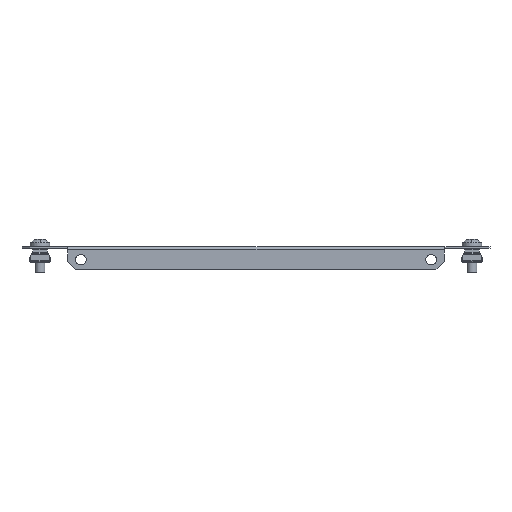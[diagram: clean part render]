
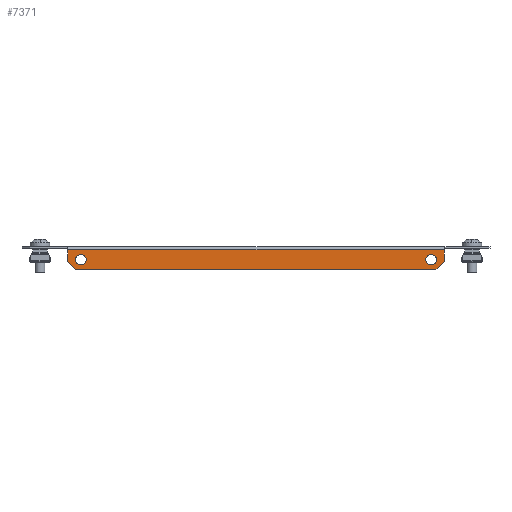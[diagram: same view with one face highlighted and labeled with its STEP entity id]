
A CAD part, front view. The second image highlights one B-rep face of the part: STEP entity #7371.
In plain terms, the highlighted planar face has unit normal (0, -1, 0).
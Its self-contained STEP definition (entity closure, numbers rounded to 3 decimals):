
#23 = EDGE_LOOP ( 'NONE', ( #549, #7345 ) ) ;
#67 = CARTESIAN_POINT ( 'NONE',  ( -107., -99.5, -8. ) ) ;
#77 = LINE ( 'NONE', #1343, #5428 ) ;
#106 = CARTESIAN_POINT ( 'NONE',  ( -115., -99.5, -9. ) ) ;
#166 = CARTESIAN_POINT ( 'NONE',  ( 107., -99.5, -11.25 ) ) ;
#471 = DIRECTION ( 'NONE',  ( 0.707, 0., 0.707 ) ) ;
#549 = ORIENTED_EDGE ( 'NONE', *, *, #6159, .F. ) ;
#572 = VERTEX_POINT ( 'NONE', #106 ) ;
#674 = DIRECTION ( 'NONE',  ( 0., 1., 0. ) ) ;
#959 = CIRCLE ( 'NONE', #4637, 3.25 ) ;
#1037 = FACE_BOUND ( 'NONE', #5731, .T. ) ;
#1211 = DIRECTION ( 'NONE',  ( 0., 0., 1. ) ) ;
#1236 = ORIENTED_EDGE ( 'NONE', *, *, #5875, .T. ) ;
#1334 = EDGE_CURVE ( 'NONE', #4103, #3716, #5050, .T. ) ;
#1343 = CARTESIAN_POINT ( 'NONE',  ( 0., -99.5, -2. ) ) ;
#1365 = VECTOR ( 'NONE', #3840, 1000. ) ;
#1579 = EDGE_CURVE ( 'NONE', #572, #6315, #3200, .T. ) ;
#1671 = EDGE_LOOP ( 'NONE', ( #1236, #4581, #3559, #3362, #4617, #6049 ) ) ;
#1733 = AXIS2_PLACEMENT_3D ( 'NONE', #6784, #4121, #4861 ) ;
#1807 = CARTESIAN_POINT ( 'NONE',  ( 107., -99.5, -8. ) ) ;
#2052 = DIRECTION ( 'NONE',  ( 0.707, 0., -0.707 ) ) ;
#2611 = DIRECTION ( 'NONE',  ( -1., 0., 0. ) ) ;
#2627 = EDGE_CURVE ( 'NONE', #4160, #572, #3246, .T. ) ;
#2806 = CIRCLE ( 'NONE', #5432, 3.25 ) ;
#2856 = LINE ( 'NONE', #7242, #8038 ) ;
#2935 = VECTOR ( 'NONE', #1211, 1000. ) ;
#2942 = PLANE ( 'NONE',  #5039 ) ;
#3041 = DIRECTION ( 'NONE',  ( 0., 0., 1. ) ) ;
#3091 = DIRECTION ( 'NONE',  ( 0., 0., -1. ) ) ;
#3105 = CARTESIAN_POINT ( 'NONE',  ( 0., -99.5, 0. ) ) ;
#3106 = DIRECTION ( 'NONE',  ( 0., 0., 1. ) ) ;
#3200 = LINE ( 'NONE', #5053, #6564 ) ;
#3246 = LINE ( 'NONE', #5715, #5912 ) ;
#3362 = ORIENTED_EDGE ( 'NONE', *, *, #5399, .T. ) ;
#3469 = AXIS2_PLACEMENT_3D ( 'NONE', #1807, #6205, #3041 ) ;
#3517 = VERTEX_POINT ( 'NONE', #7818 ) ;
#3559 = ORIENTED_EDGE ( 'NONE', *, *, #7380, .T. ) ;
#3638 = FACE_BOUND ( 'NONE', #23, .T. ) ;
#3716 = VERTEX_POINT ( 'NONE', #5438 ) ;
#3840 = DIRECTION ( 'NONE',  ( 1., 0., 0. ) ) ;
#3881 = CARTESIAN_POINT ( 'NONE',  ( 0., -99.5, -14. ) ) ;
#3942 = DIRECTION ( 'NONE',  ( 0., 0., 1. ) ) ;
#3990 = CARTESIAN_POINT ( 'NONE',  ( -107., -99.5, -8. ) ) ;
#4103 = VERTEX_POINT ( 'NONE', #166 ) ;
#4121 = DIRECTION ( 'NONE',  ( 0., -1., 0. ) ) ;
#4160 = VERTEX_POINT ( 'NONE', #6448 ) ;
#4273 = VERTEX_POINT ( 'NONE', #7458 ) ;
#4336 = LINE ( 'NONE', #4922, #2935 ) ;
#4371 = CARTESIAN_POINT ( 'NONE',  ( -107., -99.5, -11.25 ) ) ;
#4460 = EDGE_CURVE ( 'NONE', #5376, #4273, #2856, .T. ) ;
#4581 = ORIENTED_EDGE ( 'NONE', *, *, #4460, .T. ) ;
#4617 = ORIENTED_EDGE ( 'NONE', *, *, #2627, .T. ) ;
#4637 = AXIS2_PLACEMENT_3D ( 'NONE', #3990, #7175, #3942 ) ;
#4861 = DIRECTION ( 'NONE',  ( 0., 0., 1. ) ) ;
#4922 = CARTESIAN_POINT ( 'NONE',  ( 115., -99.5, 0. ) ) ;
#5039 = AXIS2_PLACEMENT_3D ( 'NONE', #3105, #6758, #8110 ) ;
#5050 = CIRCLE ( 'NONE', #3469, 3.25 ) ;
#5053 = CARTESIAN_POINT ( 'NONE',  ( -62., -99.5, -62. ) ) ;
#5280 = CIRCLE ( 'NONE', #1733, 3.25 ) ;
#5376 = VERTEX_POINT ( 'NONE', #5934 ) ;
#5399 = EDGE_CURVE ( 'NONE', #7146, #4160, #77, .T. ) ;
#5428 = VECTOR ( 'NONE', #2611, 1000. ) ;
#5432 = AXIS2_PLACEMENT_3D ( 'NONE', #67, #674, #3106 ) ;
#5438 = CARTESIAN_POINT ( 'NONE',  ( 107., -99.5, -4.75 ) ) ;
#5715 = CARTESIAN_POINT ( 'NONE',  ( -115., -99.5, 0. ) ) ;
#5731 = EDGE_LOOP ( 'NONE', ( #6174, #7210 ) ) ;
#5875 = EDGE_CURVE ( 'NONE', #6315, #5376, #7952, .T. ) ;
#5903 = EDGE_CURVE ( 'NONE', #3517, #7999, #2806, .T. ) ;
#5912 = VECTOR ( 'NONE', #3091, 1000. ) ;
#5934 = CARTESIAN_POINT ( 'NONE',  ( 110., -99.5, -14. ) ) ;
#6049 = ORIENTED_EDGE ( 'NONE', *, *, #1579, .T. ) ;
#6159 = EDGE_CURVE ( 'NONE', #3716, #4103, #5280, .T. ) ;
#6174 = ORIENTED_EDGE ( 'NONE', *, *, #5903, .T. ) ;
#6183 = FACE_OUTER_BOUND ( 'NONE', #1671, .T. ) ;
#6205 = DIRECTION ( 'NONE',  ( 0., -1., 0. ) ) ;
#6315 = VERTEX_POINT ( 'NONE', #7605 ) ;
#6448 = CARTESIAN_POINT ( 'NONE',  ( -115., -99.5, -2. ) ) ;
#6564 = VECTOR ( 'NONE', #2052, 1000. ) ;
#6758 = DIRECTION ( 'NONE',  ( 0., -1., 0. ) ) ;
#6784 = CARTESIAN_POINT ( 'NONE',  ( 107., -99.5, -8. ) ) ;
#6918 = EDGE_CURVE ( 'NONE', #7999, #3517, #959, .T. ) ;
#7146 = VERTEX_POINT ( 'NONE', #7580 ) ;
#7175 = DIRECTION ( 'NONE',  ( 0., 1., 0. ) ) ;
#7210 = ORIENTED_EDGE ( 'NONE', *, *, #6918, .T. ) ;
#7242 = CARTESIAN_POINT ( 'NONE',  ( 62., -99.5, -62. ) ) ;
#7345 = ORIENTED_EDGE ( 'NONE', *, *, #1334, .F. ) ;
#7371 = ADVANCED_FACE ( 'NONE', ( #3638, #1037, #6183 ), #2942, .T. ) ;
#7380 = EDGE_CURVE ( 'NONE', #4273, #7146, #4336, .T. ) ;
#7458 = CARTESIAN_POINT ( 'NONE',  ( 115., -99.5, -9. ) ) ;
#7580 = CARTESIAN_POINT ( 'NONE',  ( 115., -99.5, -2. ) ) ;
#7605 = CARTESIAN_POINT ( 'NONE',  ( -110., -99.5, -14. ) ) ;
#7818 = CARTESIAN_POINT ( 'NONE',  ( -107., -99.5, -4.75 ) ) ;
#7952 = LINE ( 'NONE', #3881, #1365 ) ;
#7999 = VERTEX_POINT ( 'NONE', #4371 ) ;
#8038 = VECTOR ( 'NONE', #471, 1000. ) ;
#8110 = DIRECTION ( 'NONE',  ( 0., 0., 1. ) ) ;
